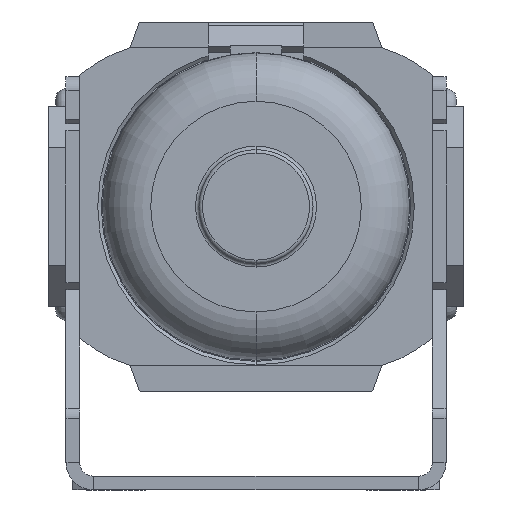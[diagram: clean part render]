
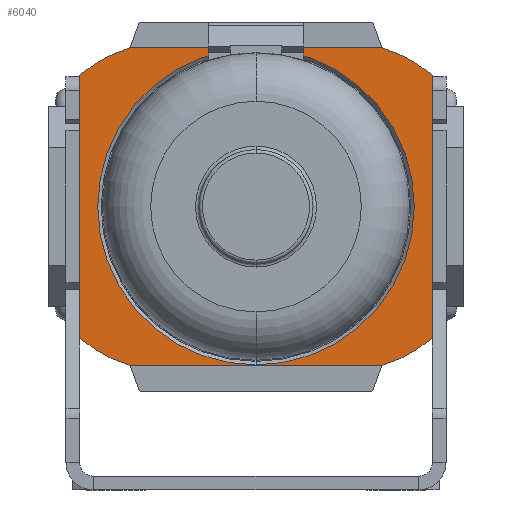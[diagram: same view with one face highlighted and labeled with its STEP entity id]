
A CAD part, front view. The second image highlights one B-rep face of the part: STEP entity #6040.
In plain terms, the highlighted planar face has unit normal (0, -1, 0).
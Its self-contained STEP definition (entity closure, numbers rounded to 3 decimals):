
#605 = AXIS2_PLACEMENT_3D ( 'NONE', #2885, #14455, #4528 ) ;
#675 = VERTEX_POINT ( 'NONE', #16465 ) ;
#1159 = CARTESIAN_POINT ( 'NONE',  ( 0., -31., 0. ) ) ;
#1170 = DIRECTION ( 'NONE',  ( 0., 0., -1. ) ) ;
#1248 = CARTESIAN_POINT ( 'NONE',  ( 0., -31., 0. ) ) ;
#1403 = CARTESIAN_POINT ( 'NONE',  ( 25.5, -31., 19. ) ) ;
#1665 = DIRECTION ( 'NONE',  ( 0., 1., 0. ) ) ;
#1852 = CIRCLE ( 'NONE', #11099, 20. ) ;
#2177 = VERTEX_POINT ( 'NONE', #13424 ) ;
#2583 = FACE_BOUND ( 'NONE', #8334, .T. ) ;
#2799 = EDGE_CURVE ( 'NONE', #18512, #8519, #7085, .T. ) ;
#2835 = DIRECTION ( 'NONE',  ( 0., 0., 1. ) ) ;
#2885 = CARTESIAN_POINT ( 'NONE',  ( -12.441, -31., -3.852 ) ) ;
#2924 = DIRECTION ( 'NONE',  ( 0., 0., 1. ) ) ;
#3069 = VERTEX_POINT ( 'NONE', #20901 ) ;
#3107 = VECTOR ( 'NONE', #20454, 1000. ) ;
#3161 = LINE ( 'NONE', #7168, #19808 ) ;
#3281 = EDGE_CURVE ( 'NONE', #3069, #12415, #18518, .T. ) ;
#3315 = DIRECTION ( 'NONE',  ( 0., 0., 1. ) ) ;
#3427 = AXIS2_PLACEMENT_3D ( 'NONE', #1248, #12831, #2924 ) ;
#3463 = ORIENTED_EDGE ( 'NONE', *, *, #9939, .T. ) ;
#3613 = VECTOR ( 'NONE', #6459, 1000. ) ;
#3673 = AXIS2_PLACEMENT_3D ( 'NONE', #14077, #4144, #15738 ) ;
#4016 = VERTEX_POINT ( 'NONE', #5161 ) ;
#4106 = CIRCLE ( 'NONE', #12647, 22.9 ) ;
#4144 = DIRECTION ( 'NONE',  ( 0., -1., 0. ) ) ;
#4457 = EDGE_CURVE ( 'NONE', #675, #2177, #1852, .T. ) ;
#4528 = DIRECTION ( 'NONE',  ( -1., 0., 0. ) ) ;
#4671 = CARTESIAN_POINT ( 'NONE',  ( 25.5, -31., -23. ) ) ;
#4720 = EDGE_CURVE ( 'NONE', #8519, #4016, #3161, .T. ) ;
#5161 = CARTESIAN_POINT ( 'NONE',  ( 25.5, -31., -19. ) ) ;
#5261 = ORIENTED_EDGE ( 'NONE', *, *, #3281, .T. ) ;
#5452 = CARTESIAN_POINT ( 'NONE',  ( 25.5, -31., 23. ) ) ;
#5967 = VERTEX_POINT ( 'NONE', #14704 ) ;
#6040 = ADVANCED_FACE ( 'NONE', ( #2583, #15794 ), #6565, .F. ) ;
#6459 = DIRECTION ( 'NONE',  ( 1., 0., 0. ) ) ;
#6532 = CARTESIAN_POINT ( 'NONE',  ( 18.217, -31., -23. ) ) ;
#6565 = PLANE ( 'NONE',  #15669 ) ;
#6619 = EDGE_CURVE ( 'NONE', #12415, #3069, #4106, .T. ) ;
#7085 = CIRCLE ( 'NONE', #16293, 20. ) ;
#7168 = CARTESIAN_POINT ( 'NONE',  ( 25.5, -31., 26.7 ) ) ;
#7777 = CARTESIAN_POINT ( 'NONE',  ( -12.441, -31., 3.852 ) ) ;
#8025 = LINE ( 'NONE', #5452, #3107 ) ;
#8033 = LINE ( 'NONE', #4671, #3613 ) ;
#8334 = EDGE_LOOP ( 'NONE', ( #9988, #5261 ) ) ;
#8519 = VERTEX_POINT ( 'NONE', #1403 ) ;
#8845 = EDGE_CURVE ( 'NONE', #2177, #9353, #9889, .T. ) ;
#9353 = VERTEX_POINT ( 'NONE', #13468 ) ;
#9461 = DIRECTION ( 'NONE',  ( -1., 0., 0. ) ) ;
#9693 = EDGE_LOOP ( 'NONE', ( #11830, #3463, #10399, #13538, #16833, #14722, #20597, #18078 ) ) ;
#9889 = LINE ( 'NONE', #17776, #14293 ) ;
#9939 = EDGE_CURVE ( 'NONE', #5967, #16363, #8033, .T. ) ;
#9988 = ORIENTED_EDGE ( 'NONE', *, *, #6619, .T. ) ;
#10399 = ORIENTED_EDGE ( 'NONE', *, *, #13030, .T. ) ;
#10514 = DIRECTION ( 'NONE',  ( 0., 0., -1. ) ) ;
#10936 = EDGE_CURVE ( 'NONE', #5967, #9353, #16037, .T. ) ;
#11099 = AXIS2_PLACEMENT_3D ( 'NONE', #7777, #19438, #9461 ) ;
#11596 = CARTESIAN_POINT ( 'NONE',  ( 12.441, -31., 3.852 ) ) ;
#11830 = ORIENTED_EDGE ( 'NONE', *, *, #10936, .F. ) ;
#12415 = VERTEX_POINT ( 'NONE', #18121 ) ;
#12628 = CIRCLE ( 'NONE', #3673, 20. ) ;
#12647 = AXIS2_PLACEMENT_3D ( 'NONE', #1159, #12749, #2835 ) ;
#12749 = DIRECTION ( 'NONE',  ( 0., 1., 0. ) ) ;
#12831 = DIRECTION ( 'NONE',  ( 0., 1., 0. ) ) ;
#13030 = EDGE_CURVE ( 'NONE', #16363, #4016, #12628, .T. ) ;
#13232 = DIRECTION ( 'NONE',  ( 0., 1., 0. ) ) ;
#13246 = DIRECTION ( 'NONE',  ( 1., 0., 0. ) ) ;
#13424 = CARTESIAN_POINT ( 'NONE',  ( -25.5, -31., 19. ) ) ;
#13468 = CARTESIAN_POINT ( 'NONE',  ( -25.5, -31., -19. ) ) ;
#13538 = ORIENTED_EDGE ( 'NONE', *, *, #4720, .F. ) ;
#14077 = CARTESIAN_POINT ( 'NONE',  ( 12.441, -31., -3.852 ) ) ;
#14293 = VECTOR ( 'NONE', #1170, 1000. ) ;
#14455 = DIRECTION ( 'NONE',  ( 0., 1., 0. ) ) ;
#14704 = CARTESIAN_POINT ( 'NONE',  ( -18.217, -31., -23. ) ) ;
#14722 = ORIENTED_EDGE ( 'NONE', *, *, #17466, .T. ) ;
#14747 = CARTESIAN_POINT ( 'NONE',  ( 18.217, -31., 23. ) ) ;
#15669 = AXIS2_PLACEMENT_3D ( 'NONE', #19905, #13232, #3315 ) ;
#15738 = DIRECTION ( 'NONE',  ( 1., 0., 0. ) ) ;
#15794 = FACE_OUTER_BOUND ( 'NONE', #9693, .T. ) ;
#16037 = CIRCLE ( 'NONE', #605, 20. ) ;
#16293 = AXIS2_PLACEMENT_3D ( 'NONE', #11596, #1665, #13246 ) ;
#16363 = VERTEX_POINT ( 'NONE', #6532 ) ;
#16465 = CARTESIAN_POINT ( 'NONE',  ( -18.217, -31., 23. ) ) ;
#16833 = ORIENTED_EDGE ( 'NONE', *, *, #2799, .F. ) ;
#17466 = EDGE_CURVE ( 'NONE', #18512, #675, #8025, .T. ) ;
#17776 = CARTESIAN_POINT ( 'NONE',  ( -25.5, -31., 26.7 ) ) ;
#18078 = ORIENTED_EDGE ( 'NONE', *, *, #8845, .T. ) ;
#18121 = CARTESIAN_POINT ( 'NONE',  ( 0., -31., -22.9 ) ) ;
#18512 = VERTEX_POINT ( 'NONE', #14747 ) ;
#18518 = CIRCLE ( 'NONE', #3427, 22.9 ) ;
#19438 = DIRECTION ( 'NONE',  ( 0., -1., 0. ) ) ;
#19808 = VECTOR ( 'NONE', #10514, 1000. ) ;
#19905 = CARTESIAN_POINT ( 'NONE',  ( 25.5, -31., 26.7 ) ) ;
#20454 = DIRECTION ( 'NONE',  ( -1., 0., 0. ) ) ;
#20597 = ORIENTED_EDGE ( 'NONE', *, *, #4457, .T. ) ;
#20901 = CARTESIAN_POINT ( 'NONE',  ( 0., -31., 22.9 ) ) ;
